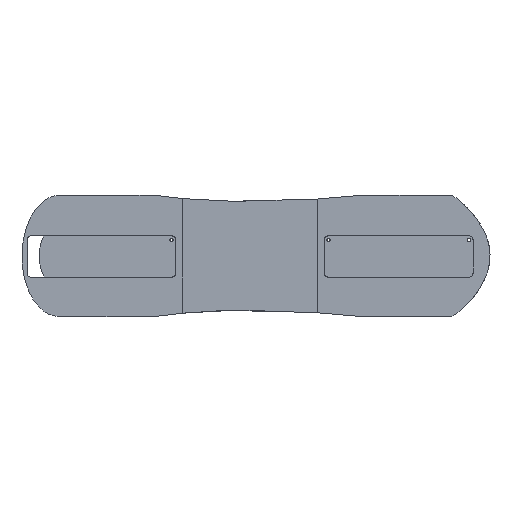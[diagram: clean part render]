
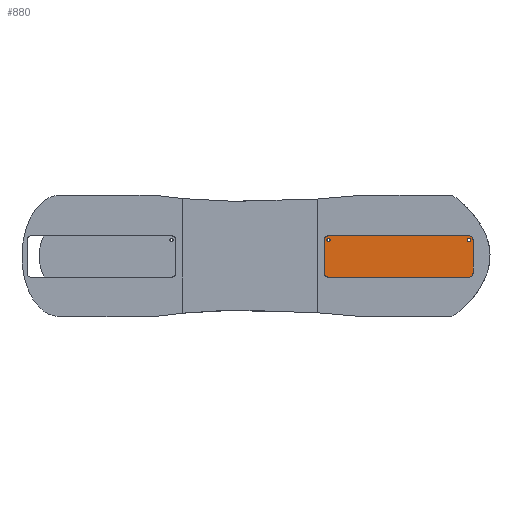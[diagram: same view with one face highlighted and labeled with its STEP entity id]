
A CAD part, top view. The second image highlights one B-rep face of the part: STEP entity #880.
In plain terms, the highlighted planar face has unit normal (0, 0, 1).
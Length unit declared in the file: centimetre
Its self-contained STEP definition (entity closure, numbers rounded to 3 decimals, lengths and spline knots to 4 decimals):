
#49=FACE_BOUND($,#160,.T.);
#50=FACE_BOUND($,#161,.T.);
#51=FACE_BOUND($,#162,.T.);
#72=CIRCLE($,#935,0.5);
#73=CIRCLE($,#938,0.5);
#75=CIRCLE($,#943,0.2);
#76=CIRCLE($,#944,0.2);
#77=CIRCLE($,#945,0.5);
#78=CIRCLE($,#946,0.5);
#160=EDGE_LOOP($,(#756));
#161=EDGE_LOOP($,(#757));
#162=EDGE_LOOP($,(#758,#759,#760,#761,#762,#763,#764,#765));
#217=LINE($,#2316,#278);
#222=LINE($,#2328,#283);
#229=LINE($,#2834,#290);
#230=LINE($,#2837,#291);
#278=VECTOR($,#1073,17.);
#283=VECTOR($,#1084,4.);
#290=VECTOR($,#1101,17.);
#291=VECTOR($,#1104,4.);
#408=VERTEX_POINT($,#2304);
#409=VERTEX_POINT($,#2306);
#412=VERTEX_POINT($,#2314);
#414=VERTEX_POINT($,#2320);
#416=VERTEX_POINT($,#2326);
#425=VERTEX_POINT($,#2828);
#426=VERTEX_POINT($,#2830);
#427=VERTEX_POINT($,#2832);
#428=VERTEX_POINT($,#2833);
#429=VERTEX_POINT($,#2835);
#522=EDGE_CURVE($,#408,#409,#72,.T.);
#527=EDGE_CURVE($,#412,#408,#217,.T.);
#530=EDGE_CURVE($,#414,#412,#73,.T.);
#533=EDGE_CURVE($,#416,#414,#222,.T.);
#547=EDGE_CURVE($,#425,#425,#75,.T.);
#548=EDGE_CURVE($,#426,#426,#76,.T.);
#549=EDGE_CURVE($,#427,#428,#229,.T.);
#550=EDGE_CURVE($,#429,#427,#77,.T.);
#551=EDGE_CURVE($,#409,#429,#230,.T.);
#552=EDGE_CURVE($,#428,#416,#78,.T.);
#756=ORIENTED_EDGE($,*,*,#547,.F.);
#757=ORIENTED_EDGE($,*,*,#548,.F.);
#758=ORIENTED_EDGE($,*,*,#549,.F.);
#759=ORIENTED_EDGE($,*,*,#550,.F.);
#760=ORIENTED_EDGE($,*,*,#551,.F.);
#761=ORIENTED_EDGE($,*,*,#522,.F.);
#762=ORIENTED_EDGE($,*,*,#527,.F.);
#763=ORIENTED_EDGE($,*,*,#530,.F.);
#764=ORIENTED_EDGE($,*,*,#533,.F.);
#765=ORIENTED_EDGE($,*,*,#552,.F.);
#845=PLANE($,#942);
#880=ADVANCED_FACE($,(#49,#50,#51),#845,.T.);
#935=AXIS2_PLACEMENT_3D($,#2307,#1065,#1066);
#938=AXIS2_PLACEMENT_3D($,#2322,#1078,#1079);
#942=AXIS2_PLACEMENT_3D($,#2827,#1095,#1096);
#943=AXIS2_PLACEMENT_3D($,#2829,#1097,#1098);
#944=AXIS2_PLACEMENT_3D($,#2831,#1099,#1100);
#945=AXIS2_PLACEMENT_3D($,#2836,#1102,#1103);
#946=AXIS2_PLACEMENT_3D($,#2838,#1105,#1106);
#1065=DIRECTION('center_axis',(0.,0.,
-1.));
#1066=DIRECTION('ref_axis',(1.,0.,0.));
#1073=DIRECTION($,(1.,0.,0.));
#1078=DIRECTION('center_axis',(0.,0.,
-1.));
#1079=DIRECTION('ref_axis',(0.,1.,0.));
#1084=DIRECTION($,(0.,1.,0.));
#1095=DIRECTION('center_axis',(0.,0.,
1.));
#1096=DIRECTION('ref_axis',(-1.,0.,0.));
#1097=DIRECTION('center_axis',(0.,0.,
1.));
#1098=DIRECTION('ref_axis',(-1.,0.,0.));
#1099=DIRECTION('center_axis',(0.,0.,
1.));
#1100=DIRECTION('ref_axis',(-1.,0.,0.));
#1101=DIRECTION($,(-1.,0.,0.));
#1102=DIRECTION('center_axis',(0.,0.,
-1.));
#1103=DIRECTION('ref_axis',(0.,-1.,0.));
#1104=DIRECTION($,(0.,-1.,0.));
#1105=DIRECTION('center_axis',(0.,0.,
-1.));
#1106=DIRECTION('ref_axis',(-1.,0.,0.));
#2304=CARTESIAN_POINT('',(42.364,-1.8722,3.8382));
#2306=CARTESIAN_POINT('',(42.864,-2.3722,3.8384));
#2307=CARTESIAN_POINT('Origin',(42.364,-2.3722,3.8384));
#2314=CARTESIAN_POINT('',(25.364,-1.8722,3.8382));
#2316=CARTESIAN_POINT($,(42.364,-1.8722,3.8382));
#2320=CARTESIAN_POINT('',(24.864,-2.3722,3.8384));
#2322=CARTESIAN_POINT('Origin',(25.364,-2.3722,3.8384));
#2326=CARTESIAN_POINT('',(24.864,-6.3722,3.8398));
#2328=CARTESIAN_POINT($,(24.864,-2.3722,3.8384));
#2827=CARTESIAN_POINT('Origin',(15.9035,-4.3722,3.8391));
#2828=CARTESIAN_POINT('',(42.164,-2.3722,3.8384));
#2829=CARTESIAN_POINT('Origin',(42.364,-2.3722,3.8384));
#2830=CARTESIAN_POINT('',(25.164,-2.3722,3.8384));
#2831=CARTESIAN_POINT('Origin',(25.364,-2.3722,3.8384));
#2832=CARTESIAN_POINT('',(42.364,-6.8722,3.84));
#2833=CARTESIAN_POINT('',(25.364,-6.8722,3.84));
#2834=CARTESIAN_POINT($,(25.364,-6.8722,3.84));
#2835=CARTESIAN_POINT('',(42.864,-6.3722,3.8398));
#2836=CARTESIAN_POINT('Origin',(42.364,-6.3722,3.8398));
#2837=CARTESIAN_POINT($,(42.864,-6.3722,3.8398));
#2838=CARTESIAN_POINT('Origin',(25.364,-6.3722,3.8398));
